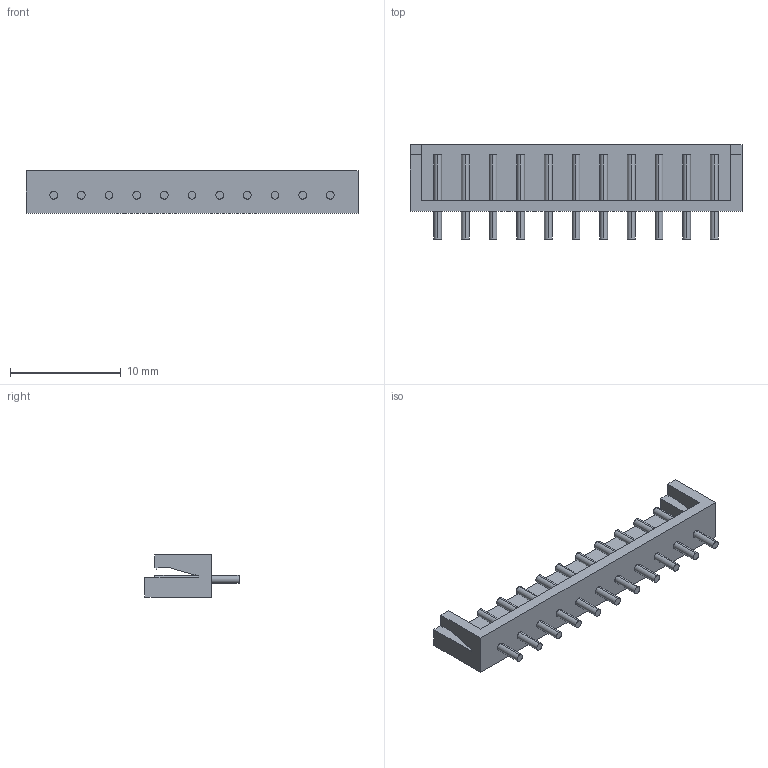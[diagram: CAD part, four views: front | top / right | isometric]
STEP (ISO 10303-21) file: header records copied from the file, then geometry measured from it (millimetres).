
FILE_DESCRIPTION (( 'STEP AP214' ), '1' );
FILE_NAME ('JS-1132-11.STEP', '2007-10-27T07:36:37', ( 'Chinese User' ), ( 'Chinese ORG' ), 'SwSTEP 2.0', 'SolidWorks 2008', '' );
FILE_SCHEMA (( 'AUTOMOTIVE_DESIGN' ));
Length unit declared in the file: millimetre
Products named in the file (1): JS-1132-11
Bounding box: 30 x 8.5 x 3.8 mm (x, y, z)
Volume: 213.2 mm3; surface area: 825.2 mm2
Topology: 1 solids, 1 shells, 90 faces, 198 edges, 132 vertices
Faces by surface type: plane 46, cylinder 44
Entity records: 2973 total; most frequent: DIRECTION 468, CARTESIAN_POINT 421, ORIENTED_EDGE 396, EDGE_CURVE 198, AXIS2_PLACEMENT_3D 179, VERTEX_POINT 132, EDGE_LOOP 112, VECTOR 110
